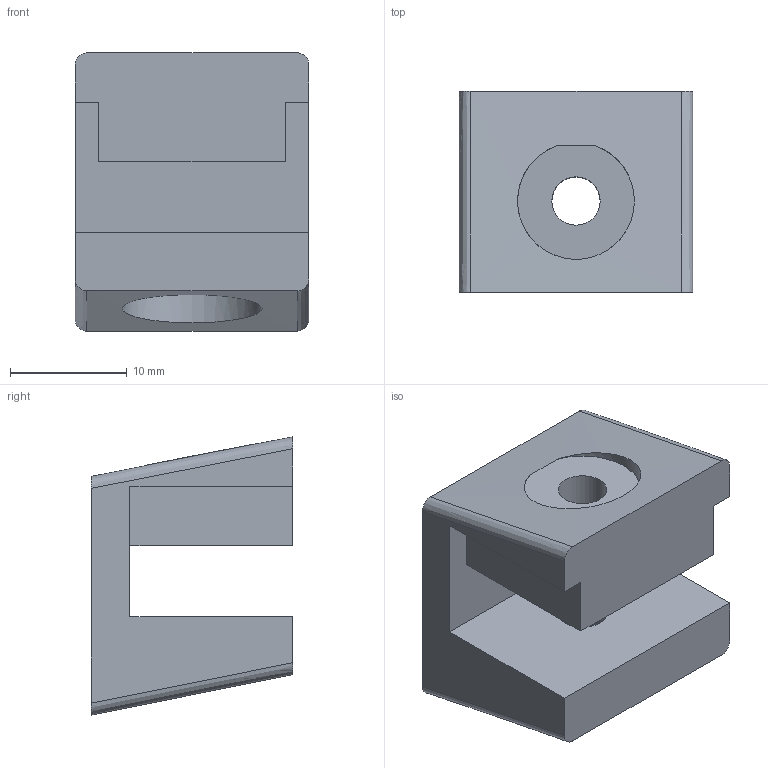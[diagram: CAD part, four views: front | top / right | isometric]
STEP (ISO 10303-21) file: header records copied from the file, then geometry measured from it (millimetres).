
FILE_DESCRIPTION(/* description */ ('Unknown'),/* implementation_level */ '2;1');
FILE_NAME(/* name */ 'Adapter_2_1',/* time_stamp */ '2024-02-06T09:32:07+01:00',/* author */ ('Unknown'),/* organization */ ('Unknown'),/* preprocessor_version */ 'ST-DEVELOPER v18.102',/* originating_system */ 'Solid Edge',/* authorisation */ 'Unknown');
FILE_SCHEMA (('AUTOMOTIVE_DESIGN {1 0 10303 214 3 1 1}'));
Length unit declared in the file: millimetre
Products named in the file (1): Adapter_2_1
Bounding box: 20 x 17.21 x 23.82 mm (x, y, z)
Volume: 4661 mm3; surface area: 2752.2 mm2
Topology: 1 solids, 1 shells, 24 faces, 62 edges, 42 vertices
Faces by surface type: plane 14, bspline 6, cylinder 4
Full cylindrical faces by diameter (mm): 4.134 x2, 12 x1
Entity records: 835 total; most frequent: CARTESIAN_POINT 282, ORIENTED_EDGE 114, DIRECTION 83, EDGE_CURVE 57, VERTEX_POINT 40, LINE 33, VECTOR 33, EDGE_LOOP 33
